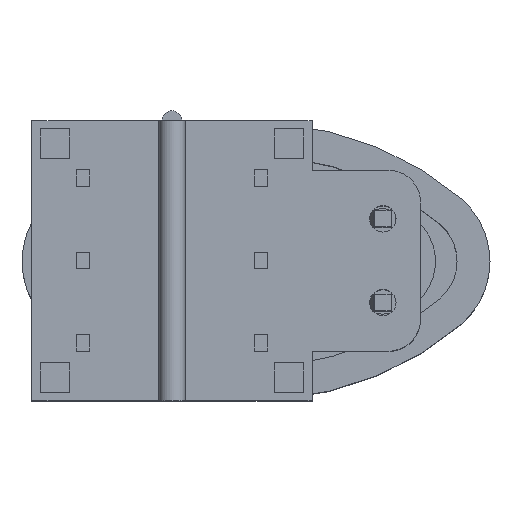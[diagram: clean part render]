
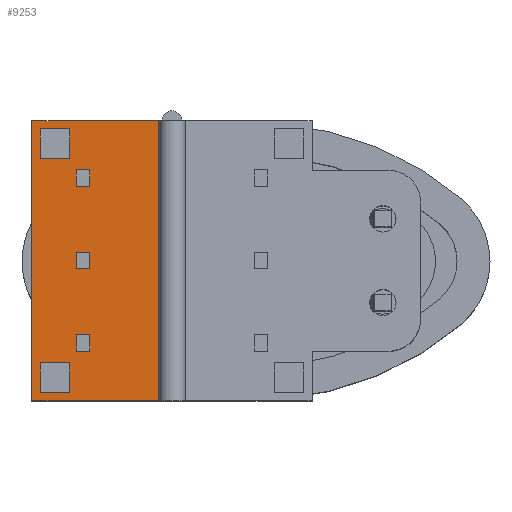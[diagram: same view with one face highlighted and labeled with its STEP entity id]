
A CAD part, top view. The second image highlights one B-rep face of the part: STEP entity #9253.
In plain terms, the highlighted planar face has unit normal (0, 0, 1).
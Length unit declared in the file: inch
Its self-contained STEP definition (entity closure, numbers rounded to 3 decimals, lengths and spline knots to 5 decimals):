
#6295=CARTESIAN_POINT('',(-0.16732,-0.16732,0.01969));
#6296=VERTEX_POINT('',#6295);
#6311=CARTESIAN_POINT('',(-0.01575,-0.16732,0.01969));
#6312=VERTEX_POINT('',#6311);
#6320=CARTESIAN_POINT('',(-0.01575,-0.16732,0.01969));
#6321=DIRECTION('',(-1.0,0.0,0.0));
#6322=VECTOR('',#6321,0.15157);
#6323=LINE('',#6320,#6322);
#6324=EDGE_CURVE('',#6312,#6296,#6323,.T.);
#6388=CARTESIAN_POINT('',(-0.16732,0.16732,0.01969));
#6389=VERTEX_POINT('',#6388);
#6396=CARTESIAN_POINT('',(-0.01575,0.16732,0.01969));
#6397=VERTEX_POINT('',#6396);
#6398=CARTESIAN_POINT('',(-0.16732,0.16732,0.01969));
#6399=DIRECTION('',(1.0,0.0,0.0));
#6400=VECTOR('',#6399,0.15157);
#6401=LINE('',#6398,#6400);
#6402=EDGE_CURVE('',#6389,#6397,#6401,.T.);
#6473=CARTESIAN_POINT('',(-0.01575,-0.16732,0.01969));
#6474=DIRECTION('',(0.0,1.0,0.0));
#6475=VECTOR('',#6474,0.33465);
#6476=LINE('',#6473,#6475);
#6477=EDGE_CURVE('',#6312,#6397,#6476,.T.);
#6659=CARTESIAN_POINT('',(-0.09843,-0.10827,0.01969));
#6660=VERTEX_POINT('',#6659);
#6667=CARTESIAN_POINT('',(-0.09843,-0.08858,0.01969));
#6668=VERTEX_POINT('',#6667);
#6669=CARTESIAN_POINT('',(-0.09843,-0.08858,0.01969));
#6670=DIRECTION('',(0.0,-1.0,0.0));
#6671=VECTOR('',#6670,0.01969);
#6672=LINE('',#6669,#6671);
#6673=EDGE_CURVE('',#6668,#6660,#6672,.T.);
#6697=CARTESIAN_POINT('',(-0.11417,-0.10827,0.01969));
#6698=VERTEX_POINT('',#6697);
#6705=CARTESIAN_POINT('',(-0.09843,-0.10827,0.01969));
#6706=DIRECTION('',(-1.0,0.0,0.0));
#6707=VECTOR('',#6706,0.01575);
#6708=LINE('',#6705,#6707);
#6709=EDGE_CURVE('',#6660,#6698,#6708,.T.);
#6728=CARTESIAN_POINT('',(-0.11417,-0.08858,0.01969));
#6729=VERTEX_POINT('',#6728);
#6736=CARTESIAN_POINT('',(-0.11417,-0.10827,0.01969));
#6737=DIRECTION('',(0.0,1.0,0.0));
#6738=VECTOR('',#6737,0.01969);
#6739=LINE('',#6736,#6738);
#6740=EDGE_CURVE('',#6698,#6729,#6739,.T.);
#6758=CARTESIAN_POINT('',(-0.11417,-0.08858,0.01969));
#6759=DIRECTION('',(1.0,0.0,0.0));
#6760=VECTOR('',#6759,0.01575);
#6761=LINE('',#6758,#6760);
#6762=EDGE_CURVE('',#6729,#6668,#6761,.T.);
#6795=CARTESIAN_POINT('',(-0.09843,0.08858,0.01969));
#6796=VERTEX_POINT('',#6795);
#6803=CARTESIAN_POINT('',(-0.09843,0.10827,0.01969));
#6804=VERTEX_POINT('',#6803);
#6805=CARTESIAN_POINT('',(-0.09843,0.10827,0.01969));
#6806=DIRECTION('',(0.0,-1.0,0.0));
#6807=VECTOR('',#6806,0.01969);
#6808=LINE('',#6805,#6807);
#6809=EDGE_CURVE('',#6804,#6796,#6808,.T.);
#6833=CARTESIAN_POINT('',(-0.11417,0.08858,0.01969));
#6834=VERTEX_POINT('',#6833);
#6841=CARTESIAN_POINT('',(-0.09843,0.08858,0.01969));
#6842=DIRECTION('',(-1.0,0.0,0.0));
#6843=VECTOR('',#6842,0.01575);
#6844=LINE('',#6841,#6843);
#6845=EDGE_CURVE('',#6796,#6834,#6844,.T.);
#6864=CARTESIAN_POINT('',(-0.11417,0.10827,0.01969));
#6865=VERTEX_POINT('',#6864);
#6872=CARTESIAN_POINT('',(-0.11417,0.08858,0.01969));
#6873=DIRECTION('',(0.0,1.0,0.0));
#6874=VECTOR('',#6873,0.01969);
#6875=LINE('',#6872,#6874);
#6876=EDGE_CURVE('',#6834,#6865,#6875,.T.);
#6894=CARTESIAN_POINT('',(-0.11417,0.10827,0.01969));
#6895=DIRECTION('',(1.0,0.0,0.0));
#6896=VECTOR('',#6895,0.01575);
#6897=LINE('',#6894,#6896);
#6898=EDGE_CURVE('',#6865,#6804,#6897,.T.);
#6931=CARTESIAN_POINT('',(-0.09843,-0.00984,0.01969));
#6932=VERTEX_POINT('',#6931);
#6939=CARTESIAN_POINT('',(-0.09843,0.00984,0.01969));
#6940=VERTEX_POINT('',#6939);
#6941=CARTESIAN_POINT('',(-0.09843,0.00984,0.01969));
#6942=DIRECTION('',(0.0,-1.0,0.0));
#6943=VECTOR('',#6942,0.01969);
#6944=LINE('',#6941,#6943);
#6945=EDGE_CURVE('',#6940,#6932,#6944,.T.);
#6969=CARTESIAN_POINT('',(-0.11417,-0.00984,0.01969));
#6970=VERTEX_POINT('',#6969);
#6977=CARTESIAN_POINT('',(-0.09843,-0.00984,0.01969));
#6978=DIRECTION('',(-1.0,0.0,0.0));
#6979=VECTOR('',#6978,0.01575);
#6980=LINE('',#6977,#6979);
#6981=EDGE_CURVE('',#6932,#6970,#6980,.T.);
#7000=CARTESIAN_POINT('',(-0.11417,0.00984,0.01969));
#7001=VERTEX_POINT('',#7000);
#7008=CARTESIAN_POINT('',(-0.11417,-0.00984,0.01969));
#7009=DIRECTION('',(0.0,1.0,0.0));
#7010=VECTOR('',#7009,0.01969);
#7011=LINE('',#7008,#7010);
#7012=EDGE_CURVE('',#6970,#7001,#7011,.T.);
#7030=CARTESIAN_POINT('',(-0.11417,0.00984,0.01969));
#7031=DIRECTION('',(1.0,0.0,0.0));
#7032=VECTOR('',#7031,0.01575);
#7033=LINE('',#7030,#7032);
#7034=EDGE_CURVE('',#7001,#6940,#7033,.T.);
#7283=CARTESIAN_POINT('',(-0.12205,0.12205,0.01969));
#7284=VERTEX_POINT('',#7283);
#7291=CARTESIAN_POINT('',(-0.12205,0.15748,0.01969));
#7292=VERTEX_POINT('',#7291);
#7293=CARTESIAN_POINT('',(-0.12205,0.15748,0.01969));
#7294=DIRECTION('',(0.0,-1.0,0.0));
#7295=VECTOR('',#7294,0.03543);
#7296=LINE('',#7293,#7295);
#7297=EDGE_CURVE('',#7292,#7284,#7296,.T.);
#7321=CARTESIAN_POINT('',(-0.15748,0.12205,0.01969));
#7322=VERTEX_POINT('',#7321);
#7329=CARTESIAN_POINT('',(-0.12205,0.12205,0.01969));
#7330=DIRECTION('',(-1.0,0.0,0.0));
#7331=VECTOR('',#7330,0.03543);
#7332=LINE('',#7329,#7331);
#7333=EDGE_CURVE('',#7284,#7322,#7332,.T.);
#7352=CARTESIAN_POINT('',(-0.15748,0.15748,0.01969));
#7353=VERTEX_POINT('',#7352);
#7360=CARTESIAN_POINT('',(-0.15748,0.12205,0.01969));
#7361=DIRECTION('',(0.0,1.0,0.0));
#7362=VECTOR('',#7361,0.03543);
#7363=LINE('',#7360,#7362);
#7364=EDGE_CURVE('',#7322,#7353,#7363,.T.);
#7382=CARTESIAN_POINT('',(-0.15748,0.15748,0.01969));
#7383=DIRECTION('',(1.0,0.0,0.0));
#7384=VECTOR('',#7383,0.03543);
#7385=LINE('',#7382,#7384);
#7386=EDGE_CURVE('',#7353,#7292,#7385,.T.);
#7527=CARTESIAN_POINT('',(-0.12205,-0.15748,0.01969));
#7528=VERTEX_POINT('',#7527);
#7535=CARTESIAN_POINT('',(-0.12205,-0.12205,0.01969));
#7536=VERTEX_POINT('',#7535);
#7537=CARTESIAN_POINT('',(-0.12205,-0.12205,0.01969));
#7538=DIRECTION('',(0.0,-1.0,0.0));
#7539=VECTOR('',#7538,0.03543);
#7540=LINE('',#7537,#7539);
#7541=EDGE_CURVE('',#7536,#7528,#7540,.T.);
#7565=CARTESIAN_POINT('',(-0.15748,-0.15748,0.01969));
#7566=VERTEX_POINT('',#7565);
#7573=CARTESIAN_POINT('',(-0.12205,-0.15748,0.01969));
#7574=DIRECTION('',(-1.0,0.0,0.0));
#7575=VECTOR('',#7574,0.03543);
#7576=LINE('',#7573,#7575);
#7577=EDGE_CURVE('',#7528,#7566,#7576,.T.);
#7596=CARTESIAN_POINT('',(-0.15748,-0.12205,0.01969));
#7597=VERTEX_POINT('',#7596);
#7604=CARTESIAN_POINT('',(-0.15748,-0.15748,0.01969));
#7605=DIRECTION('',(0.0,1.0,0.0));
#7606=VECTOR('',#7605,0.03543);
#7607=LINE('',#7604,#7606);
#7608=EDGE_CURVE('',#7566,#7597,#7607,.T.);
#7626=CARTESIAN_POINT('',(-0.15748,-0.12205,0.01969));
#7627=DIRECTION('',(1.0,0.0,0.0));
#7628=VECTOR('',#7627,0.03543);
#7629=LINE('',#7626,#7628);
#7630=EDGE_CURVE('',#7597,#7536,#7629,.T.);
#9201=CARTESIAN_POINT('',(-0.16732,-0.16732,0.01969));
#9202=DIRECTION('',(0.0,1.0,0.0));
#9203=VECTOR('',#9202,0.33465);
#9204=LINE('',#9201,#9203);
#9205=EDGE_CURVE('',#6296,#6389,#9204,.T.);
#9212=CARTESIAN_POINT('',(-0.1749,-0.18406,0.01969));
#9213=DIRECTION('',(0.0,0.0,1.0));
#9214=DIRECTION('',(1.0,0.0,0.0));
#9215=AXIS2_PLACEMENT_3D('',#9212,#9213,#9214);
#9216=PLANE('',#9215);
#9217=ORIENTED_EDGE('',*,*,#6477,.T.);
#9218=ORIENTED_EDGE('',*,*,#6402,.F.);
#9219=ORIENTED_EDGE('',*,*,#9205,.F.);
#9220=ORIENTED_EDGE('',*,*,#6324,.F.);
#9221=EDGE_LOOP('',(#9217,#9218,#9219,#9220));
#9222=FACE_OUTER_BOUND('',#9221,.T.);
#9223=ORIENTED_EDGE('',*,*,#6673,.T.);
#9224=ORIENTED_EDGE('',*,*,#6709,.T.);
#9225=ORIENTED_EDGE('',*,*,#6740,.T.);
#9226=ORIENTED_EDGE('',*,*,#6762,.T.);
#9227=EDGE_LOOP('',(#9223,#9224,#9225,#9226));
#9228=FACE_BOUND('',#9227,.T.);
#9229=ORIENTED_EDGE('',*,*,#6809,.T.);
#9230=ORIENTED_EDGE('',*,*,#6845,.T.);
#9231=ORIENTED_EDGE('',*,*,#6876,.T.);
#9232=ORIENTED_EDGE('',*,*,#6898,.T.);
#9233=EDGE_LOOP('',(#9229,#9230,#9231,#9232));
#9234=FACE_BOUND('',#9233,.T.);
#9235=ORIENTED_EDGE('',*,*,#6945,.T.);
#9236=ORIENTED_EDGE('',*,*,#6981,.T.);
#9237=ORIENTED_EDGE('',*,*,#7012,.T.);
#9238=ORIENTED_EDGE('',*,*,#7034,.T.);
#9239=EDGE_LOOP('',(#9235,#9236,#9237,#9238));
#9240=FACE_BOUND('',#9239,.T.);
#9241=ORIENTED_EDGE('',*,*,#7297,.T.);
#9242=ORIENTED_EDGE('',*,*,#7333,.T.);
#9243=ORIENTED_EDGE('',*,*,#7364,.T.);
#9244=ORIENTED_EDGE('',*,*,#7386,.T.);
#9245=EDGE_LOOP('',(#9241,#9242,#9243,#9244));
#9246=FACE_BOUND('',#9245,.T.);
#9247=ORIENTED_EDGE('',*,*,#7541,.T.);
#9248=ORIENTED_EDGE('',*,*,#7577,.T.);
#9249=ORIENTED_EDGE('',*,*,#7608,.T.);
#9250=ORIENTED_EDGE('',*,*,#7630,.T.);
#9251=EDGE_LOOP('',(#9247,#9248,#9249,#9250));
#9252=FACE_BOUND('',#9251,.T.);
#9253=ADVANCED_FACE('',(#9222,#9228,#9234,#9240,#9246,#9252),#9216,.T.);
